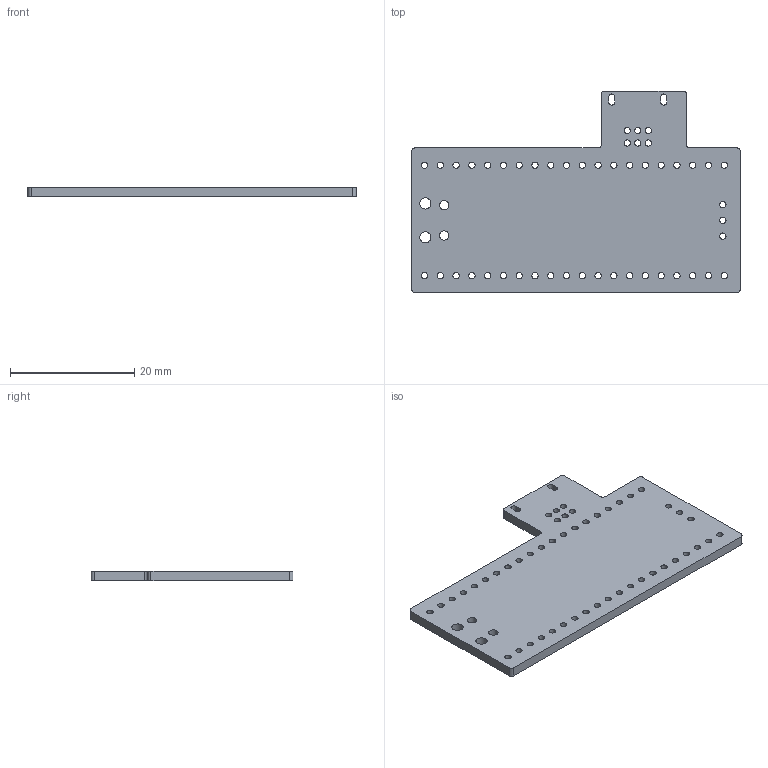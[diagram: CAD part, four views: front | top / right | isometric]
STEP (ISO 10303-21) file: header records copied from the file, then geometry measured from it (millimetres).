
FILE_DESCRIPTION(('KiCad electronic assembly'),'2;1');
FILE_NAME('Adapter.step','2022-08-22T20:49:41',('Pcbnew'),('Kicad'), 'Open CASCADE STEP processor 7.6','KiCad to STEP converter','Unknown' );
FILE_SCHEMA(('AUTOMOTIVE_DESIGN { 1 0 10303 214 1 1 1 1 }'));
Length unit declared in the file: millimetre
Products named in the file (2): Adapter 1; Adapter PCB
Assembly tree (1 placements, depth 2):
  Adapter 1
    Adapter PCB
Bounding box: 52.83 x 32.51 x 1.6 mm (x, y, z)
Volume: 2093 mm3; surface area: 3185.5 mm2
Topology: 1 solids, 1 shells, 79 faces, 231 edges, 154 vertices
Faces by surface type: cylinder 65, plane 14
Full cylindrical faces by diameter (mm): 1 x6, 1.02 x43, 1.5 x2, 1.8 x2
Entity records: 5965 total; most frequent: DIRECTION 985, CARTESIAN_POINT 928, ORIENTED_EDGE 462, PCURVE 462, DEFINITIONAL_REPRESENTATION 462, LINE 433, VECTOR 433, CIRCLE 260
